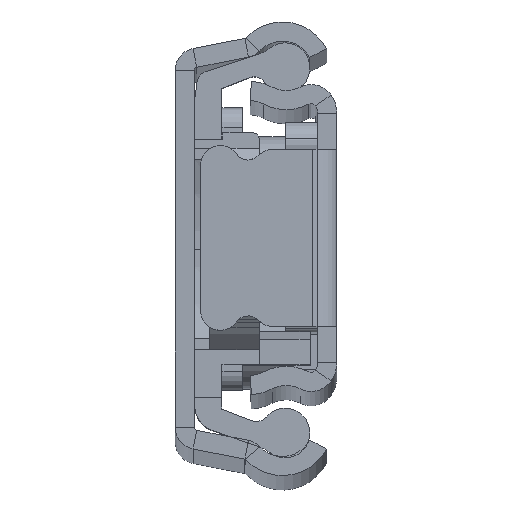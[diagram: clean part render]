
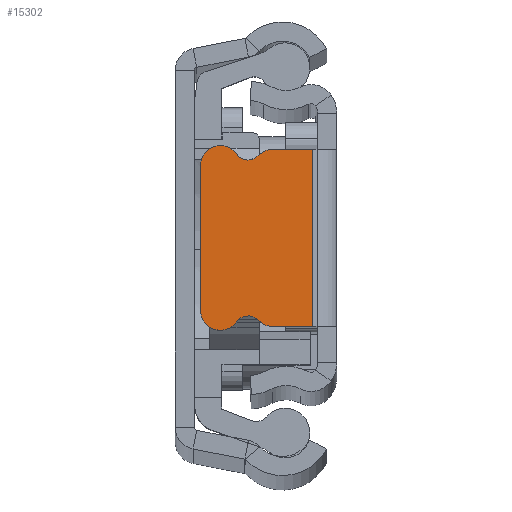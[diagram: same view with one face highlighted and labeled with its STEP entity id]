
A CAD part, top view. The second image highlights one B-rep face of the part: STEP entity #15302.
In plain terms, the highlighted planar face has unit normal (0, 0, 1).
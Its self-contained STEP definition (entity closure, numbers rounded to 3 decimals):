
#37 = CARTESIAN_POINT ( 'NONE',  ( 0., 7.25, 0. ) ) ;
#238 = CARTESIAN_POINT ( 'NONE',  ( -1.9, 6.95, 0. ) ) ;
#323 = EDGE_CURVE ( 'NONE', #6084, #4808, #473, .T. ) ;
#342 = CARTESIAN_POINT ( 'NONE',  ( -6.181, -6.467, 0. ) ) ;
#385 = ORIENTED_EDGE ( 'NONE', *, *, #14376, .T. ) ;
#473 = CIRCLE ( 'NONE', #8042, 1.1 ) ;
#549 = DIRECTION ( 'NONE',  ( 0., 0., 1. ) ) ;
#842 = AXIS2_PLACEMENT_3D ( 'NONE', #3704, #13486, #2146 ) ;
#1356 = LINE ( 'NONE', #37, #11246 ) ;
#1389 = EDGE_CURVE ( 'NONE', #9266, #6084, #15112, .T. ) ;
#1439 = CIRCLE ( 'NONE', #13389, 1.5 ) ;
#1516 = DIRECTION ( 'NONE',  ( -1., 0., 0. ) ) ;
#1518 = VERTEX_POINT ( 'NONE', #4891 ) ;
#1629 = EDGE_CURVE ( 'NONE', #3489, #5394, #7308, .T. ) ;
#1666 = ORIENTED_EDGE ( 'NONE', *, *, #12623, .T. ) ;
#1769 = ORIENTED_EDGE ( 'NONE', *, *, #15920, .T. ) ;
#2105 = DIRECTION ( 'NONE',  ( 0., -1., 0. ) ) ;
#2146 = DIRECTION ( 'NONE',  ( 0., 1., 0. ) ) ;
#2227 = CIRCLE ( 'NONE', #10299, 1.5 ) ;
#2244 = VERTEX_POINT ( 'NONE', #9807 ) ;
#2633 = VECTOR ( 'NONE', #10221, 1000. ) ;
#2652 = DIRECTION ( 'NONE',  ( 0., -1., 0. ) ) ;
#2833 = DIRECTION ( 'NONE',  ( 1., 0., 0. ) ) ;
#3165 = VERTEX_POINT ( 'NONE', #7721 ) ;
#3173 = CIRCLE ( 'NONE', #842, 1.5 ) ;
#3239 = CARTESIAN_POINT ( 'NONE',  ( -5.078, 5.45, 0. ) ) ;
#3397 = EDGE_CURVE ( 'NONE', #5394, #6446, #3173, .T. ) ;
#3481 = LINE ( 'NONE', #5638, #5606 ) ;
#3489 = VERTEX_POINT ( 'NONE', #9912 ) ;
#3564 = AXIS2_PLACEMENT_3D ( 'NONE', #7347, #11105, #8491 ) ;
#3704 = CARTESIAN_POINT ( 'NONE',  ( -9.14, 5.75, 0. ) ) ;
#3736 = CARTESIAN_POINT ( 'NONE',  ( -5.078, 6.95, 0. ) ) ;
#3805 = CARTESIAN_POINT ( 'NONE',  ( 0., -6.95, 0. ) ) ;
#3808 = DIRECTION ( 'NONE',  ( 0., 0., -1. ) ) ;
#3953 = EDGE_CURVE ( 'NONE', #3165, #2244, #14506, .T. ) ;
#4127 = ORIENTED_EDGE ( 'NONE', *, *, #1629, .T. ) ;
#4199 = AXIS2_PLACEMENT_3D ( 'NONE', #11301, #9997, #1516 ) ;
#4634 = DIRECTION ( 'NONE',  ( 0., 0., 1. ) ) ;
#4689 = AXIS2_PLACEMENT_3D ( 'NONE', #10177, #11652, #14014 ) ;
#4792 = DIRECTION ( 'NONE',  ( 0., 1., 0. ) ) ;
#4808 = VERTEX_POINT ( 'NONE', #342 ) ;
#4891 = CARTESIAN_POINT ( 'NONE',  ( -10.7, -5.75, 0. ) ) ;
#4961 = DIRECTION ( 'NONE',  ( 0., 0., 1. ) ) ;
#4993 = LINE ( 'NONE', #12421, #5300 ) ;
#5300 = VECTOR ( 'NONE', #16015, 1000. ) ;
#5380 = EDGE_CURVE ( 'NONE', #8632, #3489, #15581, .T. ) ;
#5385 = ORIENTED_EDGE ( 'NONE', *, *, #11270, .F. ) ;
#5394 = VERTEX_POINT ( 'NONE', #9615 ) ;
#5606 = VECTOR ( 'NONE', #6932, 1000. ) ;
#5611 = EDGE_CURVE ( 'NONE', #10346, #9266, #6524, .T. ) ;
#5638 = CARTESIAN_POINT ( 'NONE',  ( -10.7, 0., 0. ) ) ;
#5680 = AXIS2_PLACEMENT_3D ( 'NONE', #13270, #13351, #2105 ) ;
#5801 = EDGE_CURVE ( 'NONE', #4808, #12838, #1439, .T. ) ;
#5827 = VERTEX_POINT ( 'NONE', #3736 ) ;
#6084 = VERTEX_POINT ( 'NONE', #9478 ) ;
#6104 = ORIENTED_EDGE ( 'NONE', *, *, #10876, .T. ) ;
#6446 = VERTEX_POINT ( 'NONE', #11611 ) ;
#6516 = ORIENTED_EDGE ( 'NONE', *, *, #10856, .T. ) ;
#6524 = LINE ( 'NONE', #7893, #15732 ) ;
#6709 = ORIENTED_EDGE ( 'NONE', *, *, #5611, .T. ) ;
#6932 = DIRECTION ( 'NONE',  ( 0., -1., 0. ) ) ;
#6958 = VECTOR ( 'NONE', #12527, 1000. ) ;
#7308 = CIRCLE ( 'NONE', #4689, 1.1 ) ;
#7347 = CARTESIAN_POINT ( 'NONE',  ( 0., 0., 0. ) ) ;
#7499 = AXIS2_PLACEMENT_3D ( 'NONE', #12955, #7679, #11598 ) ;
#7518 = PLANE ( 'NONE',  #3564 ) ;
#7569 = CARTESIAN_POINT ( 'NONE',  ( 1.206, 6.95, 0. ) ) ;
#7679 = DIRECTION ( 'NONE',  ( 0., 0., 1. ) ) ;
#7721 = CARTESIAN_POINT ( 'NONE',  ( -9.2, 7.25, 0. ) ) ;
#7893 = CARTESIAN_POINT ( 'NONE',  ( 0., -7.25, 0. ) ) ;
#8042 = AXIS2_PLACEMENT_3D ( 'NONE', #10005, #3808, #2652 ) ;
#8056 = AXIS2_PLACEMENT_3D ( 'NONE', #15733, #4634, #14191 ) ;
#8221 = DIRECTION ( 'NONE',  ( 0., 1., 0. ) ) ;
#8491 = DIRECTION ( 'NONE',  ( -1., 0., 0. ) ) ;
#8632 = VERTEX_POINT ( 'NONE', #10913 ) ;
#8644 = CIRCLE ( 'NONE', #4199, 1.5 ) ;
#8784 = CARTESIAN_POINT ( 'NONE',  ( -1.9, -6.95, 0. ) ) ;
#9266 = VERTEX_POINT ( 'NONE', #14829 ) ;
#9478 = CARTESIAN_POINT ( 'NONE',  ( -7.9, -6.593, 0. ) ) ;
#9615 = CARTESIAN_POINT ( 'NONE',  ( -7.9, 6.593, 0. ) ) ;
#9772 = CARTESIAN_POINT ( 'NONE',  ( -5.078, -5.45, 0. ) ) ;
#9807 = CARTESIAN_POINT ( 'NONE',  ( -10.7, 5.75, 0. ) ) ;
#9912 = CARTESIAN_POINT ( 'NONE',  ( -6.99, 6.112, 0. ) ) ;
#9997 = DIRECTION ( 'NONE',  ( 0., 0., 1. ) ) ;
#10005 = CARTESIAN_POINT ( 'NONE',  ( -6.99, -7.212, 0. ) ) ;
#10056 = VERTEX_POINT ( 'NONE', #238 ) ;
#10177 = CARTESIAN_POINT ( 'NONE',  ( -6.99, 7.212, 0. ) ) ;
#10221 = DIRECTION ( 'NONE',  ( 1., 0., 0. ) ) ;
#10299 = AXIS2_PLACEMENT_3D ( 'NONE', #3239, #549, #8221 ) ;
#10346 = VERTEX_POINT ( 'NONE', #13334 ) ;
#10374 = EDGE_LOOP ( 'NONE', ( #12096, #5385, #1769, #385, #12727, #4127, #13628, #6104, #10654, #1666, #6516, #6709, #11605, #11102, #13656 ) ) ;
#10654 = ORIENTED_EDGE ( 'NONE', *, *, #3953, .T. ) ;
#10856 = EDGE_CURVE ( 'NONE', #1518, #10346, #8644, .T. ) ;
#10876 = EDGE_CURVE ( 'NONE', #6446, #3165, #1356, .T. ) ;
#10913 = CARTESIAN_POINT ( 'NONE',  ( -6.181, 6.467, 0. ) ) ;
#10921 = EDGE_CURVE ( 'NONE', #12838, #10927, #13661, .T. ) ;
#10927 = VERTEX_POINT ( 'NONE', #8784 ) ;
#11102 = ORIENTED_EDGE ( 'NONE', *, *, #323, .T. ) ;
#11105 = DIRECTION ( 'NONE',  ( 0., 0., -1. ) ) ;
#11246 = VECTOR ( 'NONE', #13821, 1000. ) ;
#11270 = EDGE_CURVE ( 'NONE', #10056, #10927, #4993, .T. ) ;
#11301 = CARTESIAN_POINT ( 'NONE',  ( -9.2, -5.75, 0. ) ) ;
#11598 = DIRECTION ( 'NONE',  ( -1., 0., 0. ) ) ;
#11605 = ORIENTED_EDGE ( 'NONE', *, *, #1389, .T. ) ;
#11611 = CARTESIAN_POINT ( 'NONE',  ( -9.14, 7.25, 0. ) ) ;
#11652 = DIRECTION ( 'NONE',  ( 0., 0., -1. ) ) ;
#12096 = ORIENTED_EDGE ( 'NONE', *, *, #10921, .T. ) ;
#12421 = CARTESIAN_POINT ( 'NONE',  ( -1.9, -7.25, 0. ) ) ;
#12461 = CARTESIAN_POINT ( 'NONE',  ( -5.078, -6.95, 0. ) ) ;
#12527 = DIRECTION ( 'NONE',  ( -1., 0., 0. ) ) ;
#12623 = EDGE_CURVE ( 'NONE', #2244, #1518, #3481, .T. ) ;
#12727 = ORIENTED_EDGE ( 'NONE', *, *, #5380, .T. ) ;
#12838 = VERTEX_POINT ( 'NONE', #12461 ) ;
#12955 = CARTESIAN_POINT ( 'NONE',  ( -9.2, 5.75, 0. ) ) ;
#13270 = CARTESIAN_POINT ( 'NONE',  ( -6.99, 7.212, 0. ) ) ;
#13334 = CARTESIAN_POINT ( 'NONE',  ( -9.2, -7.25, 0. ) ) ;
#13351 = DIRECTION ( 'NONE',  ( 0., 0., -1. ) ) ;
#13389 = AXIS2_PLACEMENT_3D ( 'NONE', #9772, #4961, #4792 ) ;
#13486 = DIRECTION ( 'NONE',  ( 0., 0., 1. ) ) ;
#13628 = ORIENTED_EDGE ( 'NONE', *, *, #3397, .T. ) ;
#13656 = ORIENTED_EDGE ( 'NONE', *, *, #5801, .T. ) ;
#13661 = LINE ( 'NONE', #3805, #2633 ) ;
#13758 = LINE ( 'NONE', #7569, #6958 ) ;
#13821 = DIRECTION ( 'NONE',  ( -1., 0., 0. ) ) ;
#14014 = DIRECTION ( 'NONE',  ( 0., -1., 0. ) ) ;
#14191 = DIRECTION ( 'NONE',  ( 0., 1., 0. ) ) ;
#14376 = EDGE_CURVE ( 'NONE', #5827, #8632, #2227, .T. ) ;
#14506 = CIRCLE ( 'NONE', #7499, 1.5 ) ;
#14829 = CARTESIAN_POINT ( 'NONE',  ( -9.14, -7.25, 0. ) ) ;
#15112 = CIRCLE ( 'NONE', #8056, 1.5 ) ;
#15302 = ADVANCED_FACE ( 'NONE', ( #15998 ), #7518, .F. ) ;
#15581 = CIRCLE ( 'NONE', #5680, 1.1 ) ;
#15732 = VECTOR ( 'NONE', #2833, 1000. ) ;
#15733 = CARTESIAN_POINT ( 'NONE',  ( -9.14, -5.75, 0. ) ) ;
#15920 = EDGE_CURVE ( 'NONE', #10056, #5827, #13758, .T. ) ;
#15998 = FACE_OUTER_BOUND ( 'NONE', #10374, .T. ) ;
#16015 = DIRECTION ( 'NONE',  ( 0., -1., 0. ) ) ;
